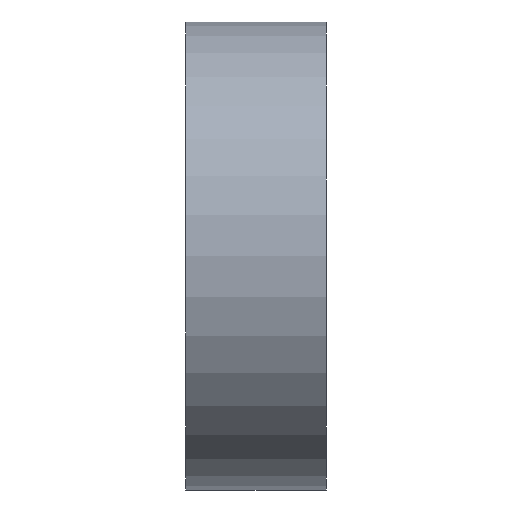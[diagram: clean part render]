
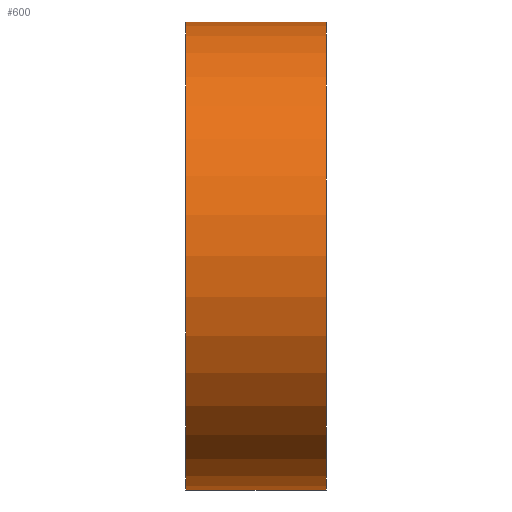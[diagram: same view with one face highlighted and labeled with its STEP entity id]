
A CAD part, left-side view. The second image highlights one B-rep face of the part: STEP entity #600.
In plain terms, the highlighted cylindrical face has radius 14.975 mm (diameter 29.95 mm), a partial arc.
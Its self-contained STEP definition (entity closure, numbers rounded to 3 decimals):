
#35 = CARTESIAN_POINT ( 'NONE',  ( 0., 0., 0. ) ) ;
#55 = VERTEX_POINT ( 'NONE', #467 ) ;
#61 = DIRECTION ( 'NONE',  ( 0., 1., 0. ) ) ;
#95 = CARTESIAN_POINT ( 'NONE',  ( 0., 9., 14.975 ) ) ;
#122 = EDGE_CURVE ( 'NONE', #945, #301, #766, .T. ) ;
#193 = EDGE_CURVE ( 'NONE', #355, #55, #349, .T. ) ;
#200 = CYLINDRICAL_SURFACE ( 'NONE', #227, 14.975 ) ;
#227 = AXIS2_PLACEMENT_3D ( 'NONE', #420, #356, #404 ) ;
#231 = CARTESIAN_POINT ( 'NONE',  ( 0., 9., 0. ) ) ;
#259 = CARTESIAN_POINT ( 'NONE',  ( 0., 9., -14.975 ) ) ;
#262 = FACE_OUTER_BOUND ( 'NONE', #392, .T. ) ;
#276 = DIRECTION ( 'NONE',  ( 0., 0., 1. ) ) ;
#298 = CARTESIAN_POINT ( 'NONE',  ( 0., 9., -14.975 ) ) ;
#301 = VERTEX_POINT ( 'NONE', #816 ) ;
#345 = ORIENTED_EDGE ( 'NONE', *, *, #122, .F. ) ;
#349 = LINE ( 'NONE', #259, #381 ) ;
#355 = VERTEX_POINT ( 'NONE', #298 ) ;
#356 = DIRECTION ( 'NONE',  ( 0., -1., 0. ) ) ;
#381 = VECTOR ( 'NONE', #786, 1000. ) ;
#392 = EDGE_LOOP ( 'NONE', ( #345, #735, #561, #630 ) ) ;
#396 = DIRECTION ( 'NONE',  ( 0., -1., 0. ) ) ;
#404 = DIRECTION ( 'NONE',  ( 0., 0., -1. ) ) ;
#420 = CARTESIAN_POINT ( 'NONE',  ( 0., 9., 0. ) ) ;
#434 = AXIS2_PLACEMENT_3D ( 'NONE', #231, #61, #529 ) ;
#467 = CARTESIAN_POINT ( 'NONE',  ( 0., 0., -14.975 ) ) ;
#529 = DIRECTION ( 'NONE',  ( 0., 0., 1. ) ) ;
#561 = ORIENTED_EDGE ( 'NONE', *, *, #193, .T. ) ;
#600 = ADVANCED_FACE ( 'NONE', ( #262 ), #200, .T. ) ;
#630 = ORIENTED_EDGE ( 'NONE', *, *, #1005, .T. ) ;
#661 = CIRCLE ( 'NONE', #896, 14.975 ) ;
#670 = EDGE_CURVE ( 'NONE', #355, #945, #876, .T. ) ;
#723 = DIRECTION ( 'NONE',  ( 0., 1., 0. ) ) ;
#734 = CARTESIAN_POINT ( 'NONE',  ( 0., 9., 14.975 ) ) ;
#735 = ORIENTED_EDGE ( 'NONE', *, *, #670, .F. ) ;
#766 = LINE ( 'NONE', #95, #862 ) ;
#786 = DIRECTION ( 'NONE',  ( 0., -1., 0. ) ) ;
#816 = CARTESIAN_POINT ( 'NONE',  ( 0., 0., 14.975 ) ) ;
#862 = VECTOR ( 'NONE', #396, 1000. ) ;
#876 = CIRCLE ( 'NONE', #434, 14.975 ) ;
#896 = AXIS2_PLACEMENT_3D ( 'NONE', #35, #723, #276 ) ;
#945 = VERTEX_POINT ( 'NONE', #734 ) ;
#1005 = EDGE_CURVE ( 'NONE', #55, #301, #661, .T. ) ;
